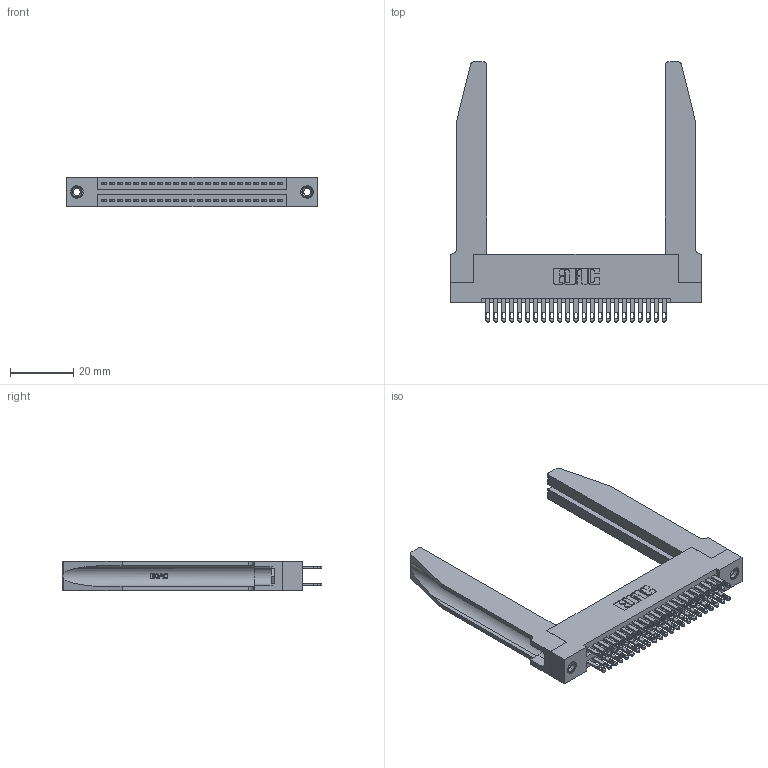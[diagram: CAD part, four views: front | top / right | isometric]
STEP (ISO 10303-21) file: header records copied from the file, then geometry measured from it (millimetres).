
FILE_DESCRIPTION (( 'STEP AP203' ), '1' );
FILE_NAME ('345-046-500-278.STEP', '2019-10-29T01:05:39', ( '' ), ( '' ), 'SwSTEP 2.0', 'SolidWorks 2016', '' );
FILE_SCHEMA (( 'CONFIG_CONTROL_DESIGN' ));
Length unit declared in the file: inch
Products named in the file (5): 345-292-001_345-293-100; 345-250-001_345-250-001-102; 345-220-078_345-220-078; 345 Part_Flush Mounting Lugs - 0.156 Dia-TH; 345-046-500-278
Assembly tree (51 placements, depth 2):
  345-046-500-278
    345 Part_Flush Mounting Lugs - 0.156 Dia-TH
    345-292-001_345-293-100  x46
    345-250-001_345-250-001-102  x2
    345-220-078_345-220-078  x2
Bounding box: 79.65 x 82.47 x 9.4 mm (x, y, z)
Volume: 15472.3 mm3; surface area: 18324.4 mm2
Topology: 51 solids, 51 shells, 2476 faces, 7435 edges, 4946 vertices
Faces by surface type: plane 1464, cylinder 960, bspline 36, cone 12, torus 4
Entity records: 25274 total; most frequent: CARTESIAN_POINT 5171, ORIENTED_EDGE 4002, DIRECTION 3579, EDGE_CURVE 2001, VECTOR 1679, LINE 1679, VERTEX_POINT 1328, AXIS2_PLACEMENT_3D 950
